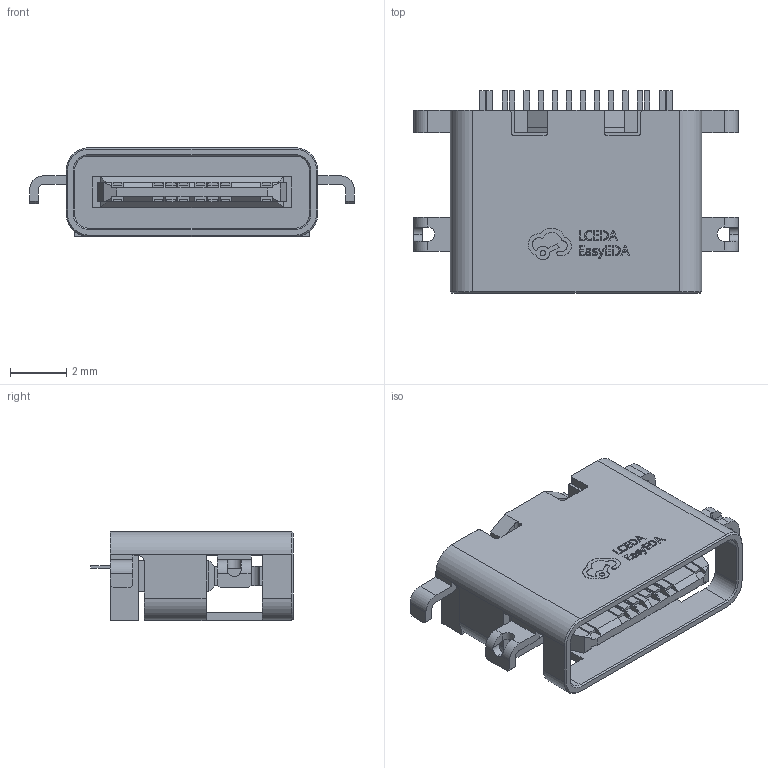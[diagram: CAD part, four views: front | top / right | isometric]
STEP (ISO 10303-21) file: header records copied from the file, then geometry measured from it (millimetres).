
FILE_DESCRIPTION (( 'STEP AP214' ), '1' );
FILE_NAME ('USB-TYPE-C-SMD_GT-USB-7014F.STEP', '2023-05-09T07:12:23', ( 'PC' ), ( 'Microsoft' ), 'SwSTEP 2.0', 'SolidWorks 2020', '' );
FILE_SCHEMA (( 'AUTOMOTIVE_DESIGN' ));
Length unit declared in the file: millimetre
Products named in the file (1): USB-TYPE-C-SMD_GT-USB-7014F
Bounding box: 11.54 x 7.2 x 3.17 mm (x, y, z)
Volume: 88.5 mm3; surface area: 477.6 mm2
Topology: 29 solids, 29 shells, 758 faces, 1957 edges, 1262 vertices
Faces by surface type: plane 567, bspline 106, cylinder 77, cone 8
Entity records: 31927 total; most frequent: CARTESIAN_POINT 5558, ORIENTED_EDGE 3898, DIRECTION 3173, EDGE_CURVE 1949, VECTOR 1571, LINE 1571, VERTEX_POINT 1262, AXIS2_PLACEMENT_3D 801
